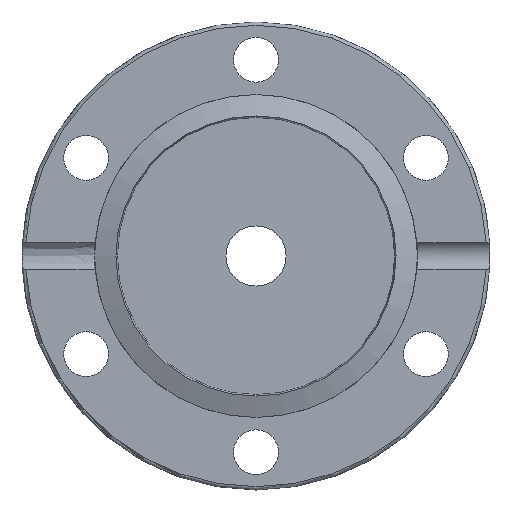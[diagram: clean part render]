
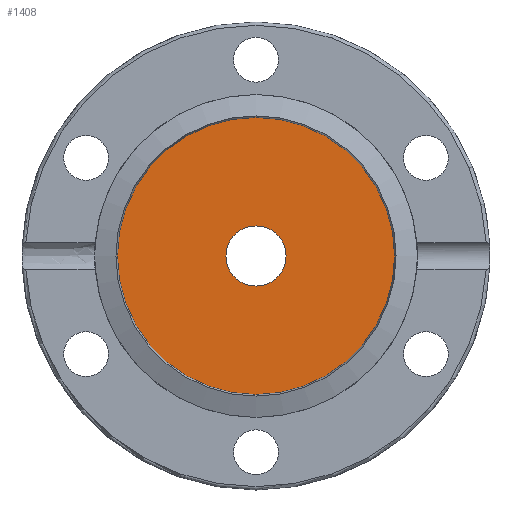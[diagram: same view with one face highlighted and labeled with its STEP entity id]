
A CAD part, front view. The second image highlights one B-rep face of the part: STEP entity #1408.
In plain terms, the highlighted planar face has unit normal (0, -1, 0).
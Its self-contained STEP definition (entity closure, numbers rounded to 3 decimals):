
#1374=CARTESIAN_POINT('',(-4.5,1.2,0.0));
#1375=VERTEX_POINT('',#1374);
#1376=CARTESIAN_POINT('',(0.,1.2,0.0));
#1377=DIRECTION('',(0.0,1.0,0.0));
#1378=DIRECTION('',(-1.0,0.0,0.0));
#1379=AXIS2_PLACEMENT_3D('',#1376,#1377,#1378);
#1380=CIRCLE('',#1379,4.5);
#1381=EDGE_CURVE('',#1375,#1375,#1380,.T.);
#1389=CARTESIAN_POINT('',(-12.616,1.2,0.0));
#1390=DIRECTION('',(0.0,-1.0,0.0));
#1391=DIRECTION('',(0.0,0.0,-1.0));
#1392=AXIS2_PLACEMENT_3D('',#1389,#1390,#1391);
#1393=PLANE('',#1392);
#1394=CARTESIAN_POINT('',(-20.732,1.2,0.0));
#1395=VERTEX_POINT('',#1394);
#1396=CARTESIAN_POINT('',(0.,1.2,0.0));
#1397=DIRECTION('',(0.0,1.0,0.0));
#1398=DIRECTION('',(-1.0,0.0,0.0));
#1399=AXIS2_PLACEMENT_3D('',#1396,#1397,#1398);
#1400=CIRCLE('',#1399,20.732);
#1401=EDGE_CURVE('',#1395,#1395,#1400,.T.);
#1402=ORIENTED_EDGE('',*,*,#1401,.F.);
#1403=EDGE_LOOP('',(#1402));
#1404=FACE_OUTER_BOUND('',#1403,.T.);
#1405=ORIENTED_EDGE('',*,*,#1381,.T.);
#1406=EDGE_LOOP('',(#1405));
#1407=FACE_BOUND('',#1406,.T.);
#1408=ADVANCED_FACE('',(#1404,#1407),#1393,.T.);
